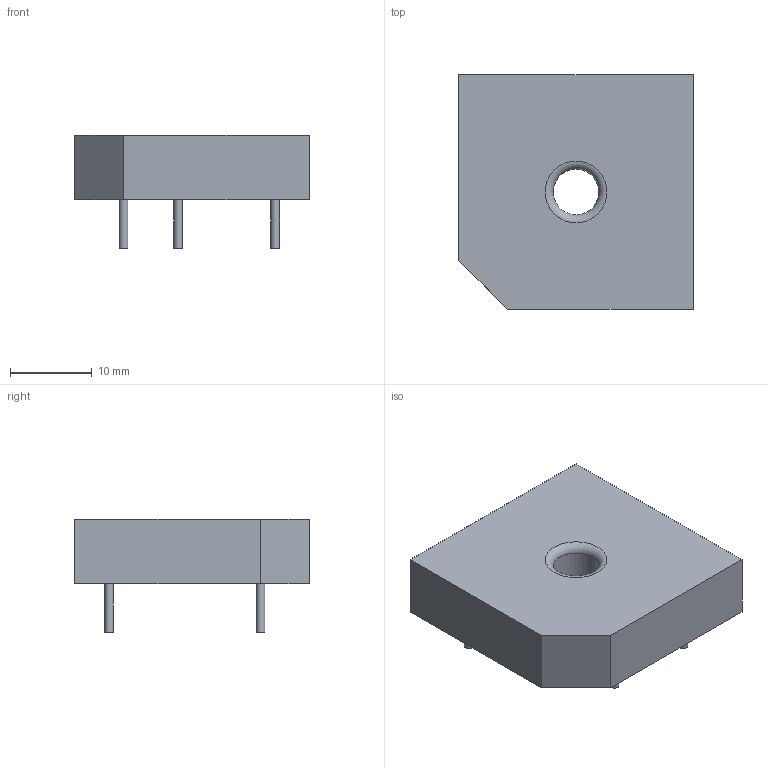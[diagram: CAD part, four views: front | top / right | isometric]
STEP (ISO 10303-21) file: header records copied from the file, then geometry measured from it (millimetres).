
FILE_DESCRIPTION(('STEP AP214'), '1');
FILE_NAME('GBPC-W', '2017-07-28T09:12:00', ('Àíòîí'), ('Äîì'), 'ASCON STEP Converter 1.3', 'ASCON Math Kernel', '');
FILE_SCHEMA(('AUTOMOTIVE_DESIGN { 1 0 10303 214 3 1 1}'));
Length unit declared in the file: millimetre
Bounding box: 28.8 x 28.8 x 13.87 mm (x, y, z)
Volume: 6206.3 mm3; surface area: 2657.5 mm2
Topology: 1 solids, 1 shells, 18 faces, 34 edges, 22 vertices
Faces by surface type: plane 11, cylinder 5, torus 2
Full cylindrical faces by diameter (mm): 1.07 x4, 5.59 x1
Entity records: 611 total; most frequent: DIRECTION 77, CARTESIAN_POINT 68, ORIENTED_EDGE 54, AXIS2_PLACEMENT_3D 31, EDGE_LOOP 31, EDGE_CURVE 27, VERTEX_POINT 22, COLOUR_RGB 19
